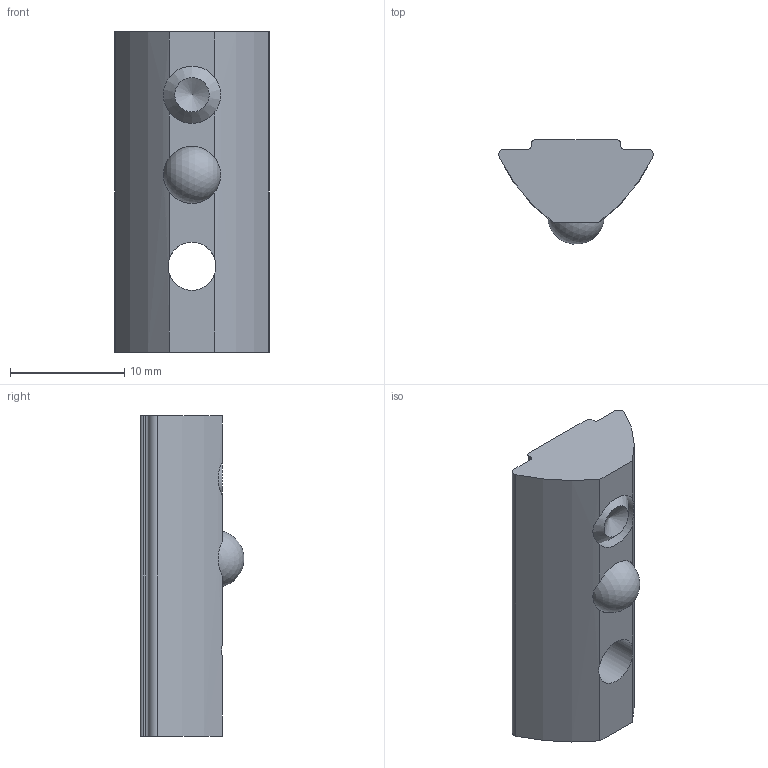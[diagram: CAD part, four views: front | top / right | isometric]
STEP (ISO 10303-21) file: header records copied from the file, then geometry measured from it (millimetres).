
FILE_DESCRIPTION(/* description */ ('Nutenstein 13,5x7,2 m Führungsset,Federkugel,Gewindestift M5, N8'),/* implementation_level */ '2;1');
FILE_NAME(/* name */ 'Syskomp 282200160 Nutenstein 13,5x7,2 m Führungsset,Federkugel,Gewindestift M5, N8.stp',/* time_stamp */ '2015-09-30T09:13:04+02:00',/* author */ ('mstrom'),/* organization */ (''),/* preprocessor_version */ 'ST-DEVELOPER v15.2',/* originating_system */ 'Autodesk Inventor 2014',/* authorisation */ '');
FILE_SCHEMA (('AUTOMOTIVE_DESIGN { 1 0 10303 214 3 1 1 }'));
Length unit declared in the file: millimetre
Products named in the file (1): 282200160 Nutenstein 13,5x7,2 m Führungsset,Federkugel,Gewindesti
ft M5, N8
Bounding box: 13.5 x 9.08 x 28 mm (x, y, z)
Volume: 1782 mm3; surface area: 1668.5 mm2
Topology: 4 solids, 4 shells, 43 faces, 118 edges, 77 vertices
Faces by surface type: plane 22, cylinder 12, cone 4, torus 2, bspline 2, sphere 1
Full cylindrical faces by diameter (mm): 4.2 x1, 5 x2, 6 x1
Entity records: 1990 total; most frequent: CARTESIAN_POINT 888, DIRECTION 212, ORIENTED_EDGE 198, EDGE_CURVE 99, AXIS2_PLACEMENT_3D 81, VERTEX_POINT 70, EDGE_LOOP 57, LINE 50
